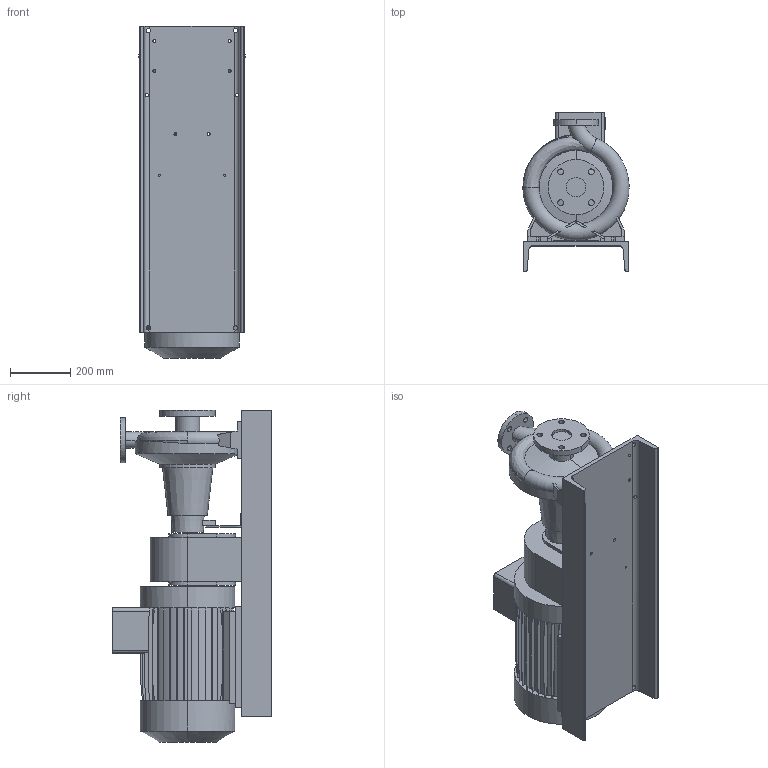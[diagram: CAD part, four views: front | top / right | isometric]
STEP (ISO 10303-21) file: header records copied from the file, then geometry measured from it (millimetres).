
FILE_DESCRIPTION (( 'STEP AP203' ), '1' );
FILE_NAME ('10018071swa00.step', '2023-07-07T12:23:49', ( '' ), ( '' ), 'SwSTEP 2.0', 'SolidWorks 2020', '' );
FILE_SCHEMA (( 'CONFIG_CONTROL_DESIGN' ));
Length unit declared in the file: millimetre
Products named in the file (5): 10018097swp00_MCG 15 N 40-250 160; 10012573swp00_230; 10018071swa00; 10018072swp00_160M L 2-6; 10017783swp00_40-250
Assembly tree (4 placements, depth 2):
  10018071swa00
    10017783swp00_40-250
    10018097swp00_MCG 15 N 40-250 160
    10018072swp00_160M L 2-6
    10012573swp00_230
Bounding box: 353.94 x 531 x 1105 mm (x, y, z)
Volume: 71738935.9 mm3; surface area: 3286184.6 mm2
Topology: 6 solids, 6 shells, 551 faces, 1576 edges, 1047 vertices
Faces by surface type: plane 379, cylinder 153, cone 11, torus 6, bspline 2
Entity records: 20340 total; most frequent: CARTESIAN_POINT 5109, ORIENTED_EDGE 3152, DIRECTION 2958, EDGE_CURVE 1576, LINE 1154, VECTOR 1154, VERTEX_POINT 1047, AXIS2_PLACEMENT_3D 902
